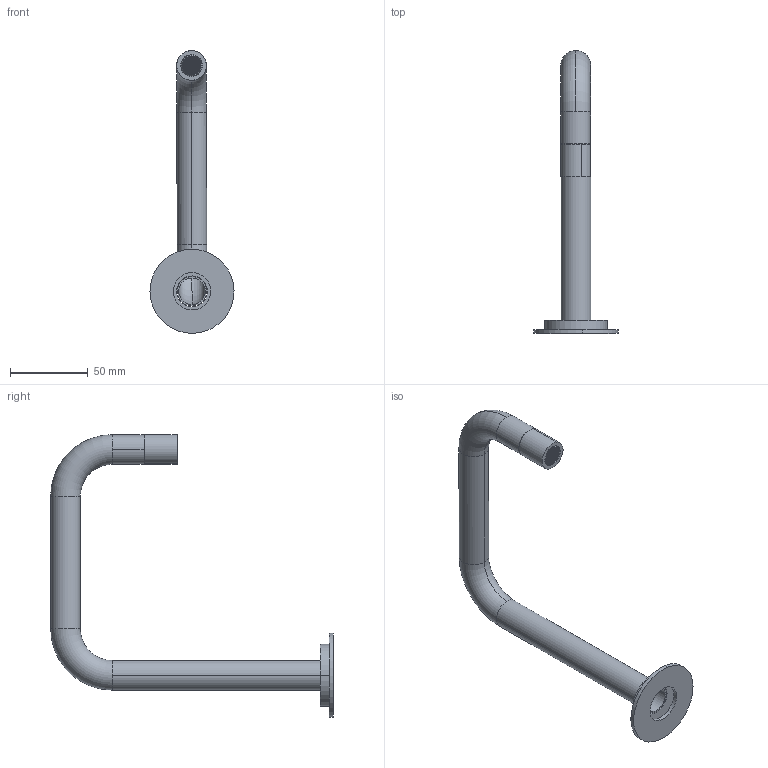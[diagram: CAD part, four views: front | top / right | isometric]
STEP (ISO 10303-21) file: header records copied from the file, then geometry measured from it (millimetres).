
FILE_DESCRIPTION (( 'STEP AP214' ), '1' );
FILE_NAME ('SUSSEX_SCALA_SBOQ_basin_outlet_square_shell.STEP', '2021-08-02T04:12:59', ( '' ), ( '' ), 'SwSTEP 2.0', 'SolidWorks 2020', '' );
FILE_SCHEMA (( 'AUTOMOTIVE_DESIGN' ));
Length unit declared in the file: millimetre
Products named in the file (1): SUSSEX_SCALA_SBOQ_basin_outlet_square_shell
Bounding box: 54 x 181.5 x 181.52 mm (x, y, z)
Volume: 29219.7 mm3; surface area: 48643.5 mm2
Topology: 6 solids, 6 shells, 1718 faces, 5106 edges, 3400 vertices
Faces by surface type: plane 1614, cylinder 90, torus 8, cone 6
Entity records: 57553 total; most frequent: CARTESIAN_POINT 10225, ORIENTED_EDGE 10212, DIRECTION 8748, EDGE_CURVE 5106, LINE 4902, VECTOR 4902, VERTEX_POINT 3400, EDGE_LOOP 2196
